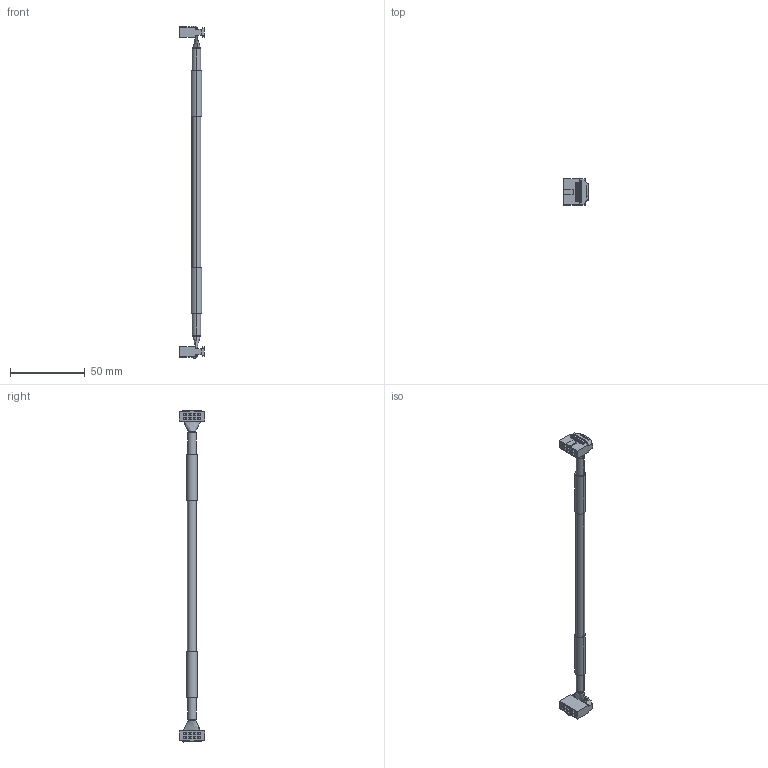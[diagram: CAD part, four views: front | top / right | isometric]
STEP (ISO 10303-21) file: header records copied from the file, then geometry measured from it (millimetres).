
FILE_DESCRIPTION(('STEP AP214'),'1');
FILE_NAME('cctmp_B41F4805-1C15-4506-BC94-EFF487A3FA4D_2023_07_24_17_20_38_0790..stp','2023-07-24T15:20:39',('SIEMENS A&D'),('CADClick - www.CADClick.com'),'Spatial InterOp 3D postprocessed',' ','unknown authorization');
FILE_SCHEMA(('AUTOMOTIVE_DESIGN'));
Length unit declared in the file: millimetre
Products named in the file (1): 2023_07_24_17_20_38_0759
Bounding box: 16.5 x 17.3 x 221.5 mm (x, y, z)
Volume: 9165.6 mm3; surface area: 7025.4 mm2
Topology: 1 solids, 1 shells, 670 faces, 1608 edges, 962 vertices
Faces by surface type: plane 284, cylinder 226, torus 152, bspline 8
Entity records: 21997 total; most frequent: CARTESIAN_POINT 3959, DIRECTION 3615, ORIENTED_EDGE 3216, EDGE_CURVE 1608, AXIS2_PLACEMENT_3D 1365, VERTEX_POINT 962, LINE 885, VECTOR 885
